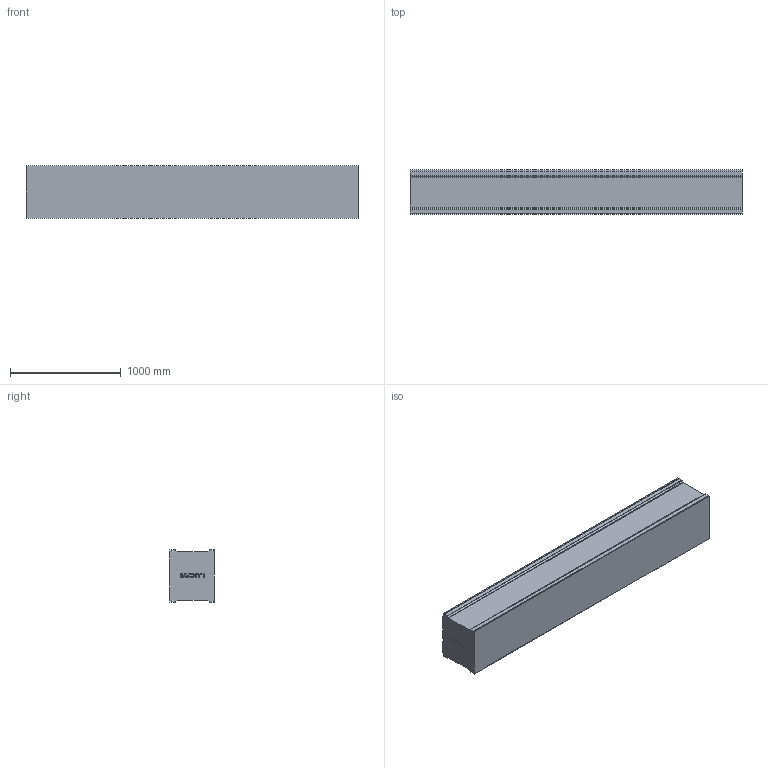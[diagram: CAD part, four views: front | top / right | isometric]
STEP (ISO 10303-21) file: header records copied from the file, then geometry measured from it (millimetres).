
FILE_DESCRIPTION (( 'STEP AP203' ), '1' );
FILE_NAME ('Beam2_Default_sldprt.STEP', '2023-04-26T21:19:03', ( '' ), ( '' ), 'SwSTEP 2.0', 'SolidWorks 2022', '' );
FILE_SCHEMA (( 'CONFIG_CONTROL_DESIGN' ));
Length unit declared in the file: millimetre
Products named in the file (1): Beam2_Default_sldprt
Bounding box: 3000 x 404 x 470 mm (x, y, z)
Volume: 542997172.5 mm3; surface area: 5779860.3 mm2
Topology: 1 solids, 1 shells, 210 faces, 588 edges, 392 vertices
Faces by surface type: plane 158, cylinder 52
Entity records: 6793 total; most frequent: CARTESIAN_POINT 1191, ORIENTED_EDGE 1176, DIRECTION 1114, EDGE_CURVE 588, VECTOR 484, LINE 484, VERTEX_POINT 392, AXIS2_PLACEMENT_3D 315
